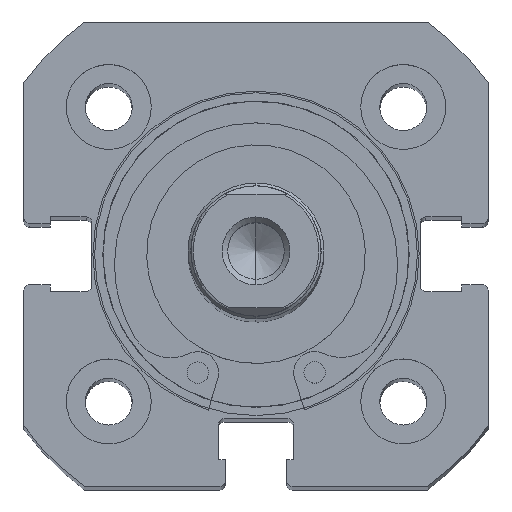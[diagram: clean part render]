
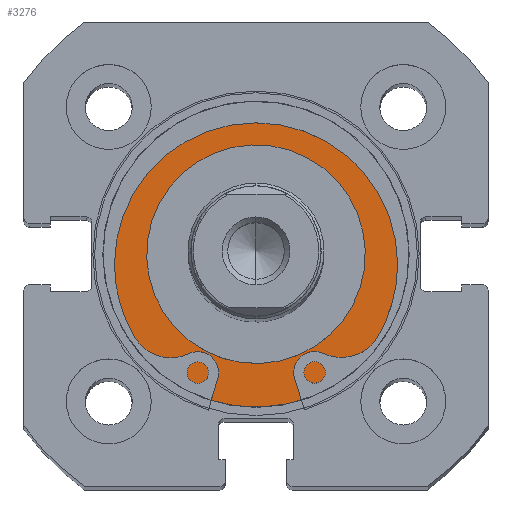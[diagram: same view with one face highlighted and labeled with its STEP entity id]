
A CAD part, top view. The second image highlights one B-rep face of the part: STEP entity #3276.
In plain terms, the highlighted face is planar.
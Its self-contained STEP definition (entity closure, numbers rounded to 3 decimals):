
#1798 = EDGE_LOOP ( 'NONE', ( #2195, #2204 ) ) ;
#2130 = EDGE_LOOP ( 'NONE', ( #2241, #2233 ) ) ;
#2195 = ORIENTED_EDGE ( 'NONE', *, *, #3790, .T. ) ;
#2204 = ORIENTED_EDGE ( 'NONE', *, *, #3800, .T. ) ;
#2233 = ORIENTED_EDGE ( 'NONE', *, *, #3797, .F. ) ;
#2241 = ORIENTED_EDGE ( 'NONE', *, *, #3771, .F. ) ;
#2762 = FACE_BOUND ( 'NONE', #2130, .T. ) ;
#2767 = FACE_OUTER_BOUND ( 'NONE', #1798, .T. ) ;
#2945 = CIRCLE ( 'NONE', #4213, 9.65 ) ;
#2970 = CIRCLE ( 'NONE', #4230, 13.5 ) ;
#2979 = CIRCLE ( 'NONE', #4238, 9.65 ) ;
#2984 = CIRCLE ( 'NONE', #4236, 13.5 ) ;
#3276 = ADVANCED_FACE ( 'NONE', ( #2762, #2767 ), #6022, .F. ) ;
#3771 = EDGE_CURVE ( 'NONE', #4638, #4630, #2945, .T. ) ;
#3790 = EDGE_CURVE ( 'NONE', #4451, #4608, #2970, .T. ) ;
#3797 = EDGE_CURVE ( 'NONE', #4630, #4638, #2979, .T. ) ;
#3800 = EDGE_CURVE ( 'NONE', #4608, #4451, #2984, .T. ) ;
#3948 = AXIS2_PLACEMENT_3D ( 'NONE', #6023, #6021, #6020 ) ;
#4213 = AXIS2_PLACEMENT_3D ( 'NONE', #5391, #5398, #5399 ) ;
#4230 = AXIS2_PLACEMENT_3D ( 'NONE', #5443, #5449, #5450 ) ;
#4236 = AXIS2_PLACEMENT_3D ( 'NONE', #5480, #5482, #5483 ) ;
#4238 = AXIS2_PLACEMENT_3D ( 'NONE', #5472, #5473, #5474 ) ;
#4451 = VERTEX_POINT ( 'NONE', #5584 ) ;
#4608 = VERTEX_POINT ( 'NONE', #5634 ) ;
#4630 = VERTEX_POINT ( 'NONE', #5649 ) ;
#4638 = VERTEX_POINT ( 'NONE', #5656 ) ;
#5391 = CARTESIAN_POINT ( 'NONE',  ( 2., 0., 0. ) ) ;
#5398 = DIRECTION ( 'NONE',  ( -1., 0., 0. ) ) ;
#5399 = DIRECTION ( 'NONE',  ( 0., 0., 1. ) ) ;
#5443 = CARTESIAN_POINT ( 'NONE',  ( 2., 0., 0. ) ) ;
#5449 = DIRECTION ( 'NONE',  ( -1., 0., 0. ) ) ;
#5450 = DIRECTION ( 'NONE',  ( 0., 0., 1. ) ) ;
#5472 = CARTESIAN_POINT ( 'NONE',  ( 2., 0., 0. ) ) ;
#5473 = DIRECTION ( 'NONE',  ( -1., 0., 0. ) ) ;
#5474 = DIRECTION ( 'NONE',  ( 0., 0., 1. ) ) ;
#5480 = CARTESIAN_POINT ( 'NONE',  ( 2., 0., 0. ) ) ;
#5482 = DIRECTION ( 'NONE',  ( -1., 0., 0. ) ) ;
#5483 = DIRECTION ( 'NONE',  ( 0., 0., 1. ) ) ;
#5584 = CARTESIAN_POINT ( 'NONE',  ( 2., 0., 13.5 ) ) ;
#5634 = CARTESIAN_POINT ( 'NONE',  ( 2., 0., -13.5 ) ) ;
#5649 = CARTESIAN_POINT ( 'NONE',  ( 2., 0., -9.65 ) ) ;
#5656 = CARTESIAN_POINT ( 'NONE',  ( 2., 0., 9.65 ) ) ;
#6020 = DIRECTION ( 'NONE',  ( 0., 0., -1. ) ) ;
#6021 = DIRECTION ( 'NONE',  ( 1., 0., 0. ) ) ;
#6022 = PLANE ( 'NONE',  #3948 ) ;
#6023 = CARTESIAN_POINT ( 'NONE',  ( 2., 13.5, 0. ) ) ;
